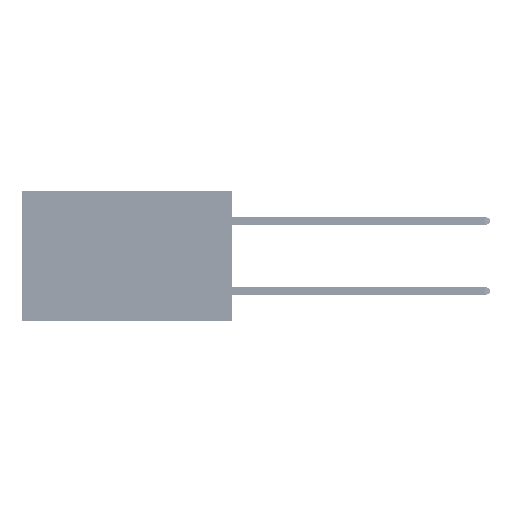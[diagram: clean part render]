
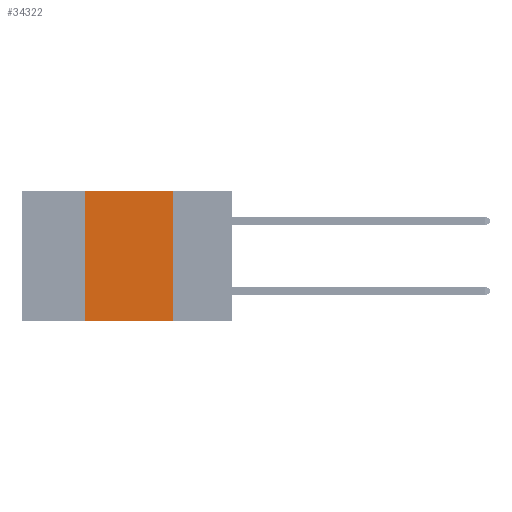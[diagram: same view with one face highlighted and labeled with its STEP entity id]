
A CAD part, left-side view. The second image highlights one B-rep face of the part: STEP entity #34322.
In plain terms, the highlighted planar face has unit normal (-1, 0, 0).
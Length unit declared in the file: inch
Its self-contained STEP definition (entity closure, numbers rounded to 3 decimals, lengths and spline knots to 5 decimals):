
#2680 = CARTESIAN_POINT ( 'NONE',  ( 0., 0.17, 0. ) ) ;
#5646 = VECTOR ( 'NONE', #49085, 39.37008 ) ;
#6176 = DIRECTION ( 'NONE',  ( 1., 0., 0. ) ) ;
#9368 = LINE ( 'NONE', #21632, #5646 ) ;
#9473 = ORIENTED_EDGE ( 'NONE', *, *, #17666, .F. ) ;
#14111 = AXIS2_PLACEMENT_3D ( 'NONE', #50121, #6176, #17678 ) ;
#14526 = VECTOR ( 'NONE', #45085, 39.37008 ) ;
#17042 = EDGE_CURVE ( 'NONE', #50817, #26074, #35776, .T. ) ;
#17278 = ORIENTED_EDGE ( 'NONE', *, *, #45941, .T. ) ;
#17315 = VECTOR ( 'NONE', #38853, 39.37008 ) ;
#17500 = CARTESIAN_POINT ( 'NONE',  ( 0., 0.6, -0.37 ) ) ;
#17666 = EDGE_CURVE ( 'NONE', #49579, #50817, #39324, .T. ) ;
#17678 = DIRECTION ( 'NONE',  ( 0., 0., -1. ) ) ;
#21380 = VECTOR ( 'NONE', #29464, 39.37008 ) ;
#21632 = CARTESIAN_POINT ( 'NONE',  ( 0., 0.17, 0. ) ) ;
#22333 = PLANE ( 'NONE',  #14111 ) ;
#22615 = CARTESIAN_POINT ( 'NONE',  ( 0., 0.42, 0. ) ) ;
#23944 = EDGE_LOOP ( 'NONE', ( #32412, #28926, #9473, #17278 ) ) ;
#24245 = FACE_OUTER_BOUND ( 'NONE', #23944, .T. ) ;
#26074 = VERTEX_POINT ( 'NONE', #2680 ) ;
#27269 = EDGE_CURVE ( 'NONE', #26074, #41373, #9368, .T. ) ;
#27390 = CARTESIAN_POINT ( 'NONE',  ( 0., 0.42, 0. ) ) ;
#28926 = ORIENTED_EDGE ( 'NONE', *, *, #17042, .F. ) ;
#29464 = DIRECTION ( 'NONE',  ( 0., -1., 0. ) ) ;
#32412 = ORIENTED_EDGE ( 'NONE', *, *, #27269, .F. ) ;
#32436 = CARTESIAN_POINT ( 'NONE',  ( 0., 0.42, -0.37 ) ) ;
#34322 = ADVANCED_FACE ( 'NONE', ( #24245 ), #22333, .F. ) ;
#35776 = LINE ( 'NONE', #45235, #21380 ) ;
#38853 = DIRECTION ( 'NONE',  ( 0., 0., 1. ) ) ;
#39324 = LINE ( 'NONE', #22615, #17315 ) ;
#39924 = CARTESIAN_POINT ( 'NONE',  ( 0., 0.17, -0.37 ) ) ;
#41373 = VERTEX_POINT ( 'NONE', #39924 ) ;
#42631 = LINE ( 'NONE', #17500, #14526 ) ;
#45085 = DIRECTION ( 'NONE',  ( 0., -1., 0. ) ) ;
#45235 = CARTESIAN_POINT ( 'NONE',  ( 0., 0.6, 0. ) ) ;
#45941 = EDGE_CURVE ( 'NONE', #49579, #41373, #42631, .T. ) ;
#49085 = DIRECTION ( 'NONE',  ( 0., 0., -1. ) ) ;
#49579 = VERTEX_POINT ( 'NONE', #32436 ) ;
#50121 = CARTESIAN_POINT ( 'NONE',  ( 0., 0.6, 0. ) ) ;
#50817 = VERTEX_POINT ( 'NONE', #27390 ) ;
